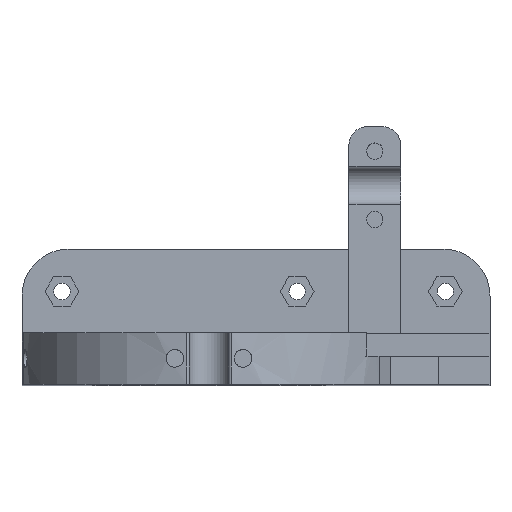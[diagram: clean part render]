
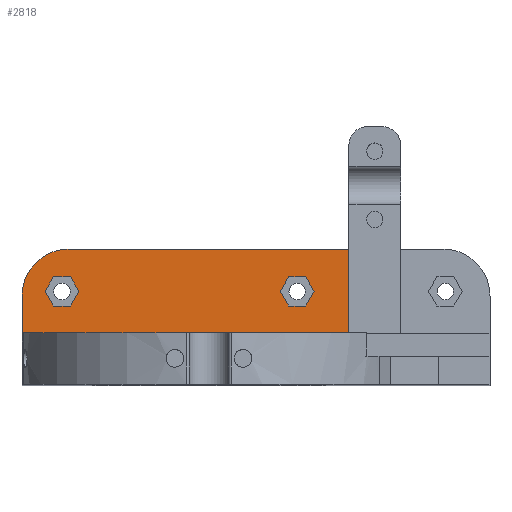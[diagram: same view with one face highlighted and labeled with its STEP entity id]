
A CAD part, top view. The second image highlights one B-rep face of the part: STEP entity #2818.
In plain terms, the highlighted planar face has unit normal (0, 0, 1).
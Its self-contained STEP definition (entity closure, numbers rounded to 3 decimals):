
#69=PLANE('',#3036);
#165=FACE_BOUND('',#459,.T.);
#166=FACE_BOUND('',#460,.T.);
#267=FACE_OUTER_BOUND('',#458,.T.);
#458=EDGE_LOOP('',(#2366,#2367,#2368,#2369,#2370,#2371,#2372,#2373,#2374));
#459=EDGE_LOOP('',(#2375,#2376,#2377,#2378,#2379,#2380));
#460=EDGE_LOOP('',(#2381,#2382,#2383,#2384,#2385,#2386));
#567=LINE('',#4022,#873);
#587=LINE('',#4070,#893);
#641=LINE('',#4257,#947);
#756=LINE('',#4561,#1062);
#759=LINE('',#4566,#1065);
#760=LINE('',#4568,#1066);
#761=LINE('',#4570,#1067);
#762=LINE('',#4572,#1068);
#763=LINE('',#4575,#1069);
#764=LINE('',#4577,#1070);
#765=LINE('',#4579,#1071);
#766=LINE('',#4581,#1072);
#767=LINE('',#4583,#1073);
#768=LINE('',#4584,#1074);
#769=LINE('',#4587,#1075);
#770=LINE('',#4589,#1076);
#771=LINE('',#4591,#1077);
#772=LINE('',#4593,#1078);
#773=LINE('',#4595,#1079);
#774=LINE('',#4596,#1080);
#873=VECTOR('',#3165,18.);
#893=VECTOR('',#3193,28.);
#947=VECTOR('',#3299,23.5);
#1062=VECTOR('',#3614,8.);
#1065=VECTOR('',#3619,11.);
#1066=VECTOR('',#3620,18.);
#1067=VECTOR('',#3621,59.5);
#1068=VECTOR('',#3624,11.);
#1069=VECTOR('',#3625,3.6);
#1070=VECTOR('',#3626,3.6);
#1071=VECTOR('',#3627,3.6);
#1072=VECTOR('',#3628,3.6);
#1073=VECTOR('',#3629,3.6);
#1074=VECTOR('',#3630,3.6);
#1075=VECTOR('',#3631,3.6);
#1076=VECTOR('',#3632,3.6);
#1077=VECTOR('',#3633,3.6);
#1078=VECTOR('',#3634,3.6);
#1079=VECTOR('',#3635,3.6);
#1080=VECTOR('',#3636,3.6);
#1231=CIRCLE('',#3037,10.);
#1269=VERTEX_POINT('',#4019);
#1270=VERTEX_POINT('',#4021);
#1293=VERTEX_POINT('',#4067);
#1294=VERTEX_POINT('',#4069);
#1345=VERTEX_POINT('',#4211);
#1367=VERTEX_POINT('',#4255);
#1456=VERTEX_POINT('',#4560);
#1458=VERTEX_POINT('',#4567);
#1459=VERTEX_POINT('',#4569);
#1460=VERTEX_POINT('',#4573);
#1461=VERTEX_POINT('',#4574);
#1462=VERTEX_POINT('',#4576);
#1463=VERTEX_POINT('',#4578);
#1464=VERTEX_POINT('',#4580);
#1465=VERTEX_POINT('',#4582);
#1466=VERTEX_POINT('',#4585);
#1467=VERTEX_POINT('',#4586);
#1468=VERTEX_POINT('',#4588);
#1469=VERTEX_POINT('',#4590);
#1470=VERTEX_POINT('',#4592);
#1471=VERTEX_POINT('',#4594);
#1544=EDGE_CURVE('',#1269,#1270,#567,.T.);
#1568=EDGE_CURVE('',#1293,#1294,#587,.T.);
#1646=EDGE_CURVE('',#1345,#1367,#641,.T.);
#1790=EDGE_CURVE('',#1294,#1456,#756,.T.);
#1793=EDGE_CURVE('',#1270,#1367,#759,.T.);
#1794=EDGE_CURVE('',#1458,#1269,#760,.T.);
#1795=EDGE_CURVE('',#1459,#1458,#761,.T.);
#1796=EDGE_CURVE('',#1459,#1456,#1231,.T.);
#1797=EDGE_CURVE('',#1345,#1293,#762,.T.);
#1798=EDGE_CURVE('',#1460,#1461,#763,.T.);
#1799=EDGE_CURVE('',#1461,#1462,#764,.T.);
#1800=EDGE_CURVE('',#1462,#1463,#765,.T.);
#1801=EDGE_CURVE('',#1463,#1464,#766,.T.);
#1802=EDGE_CURVE('',#1464,#1465,#767,.T.);
#1803=EDGE_CURVE('',#1465,#1460,#768,.T.);
#1804=EDGE_CURVE('',#1466,#1467,#769,.T.);
#1805=EDGE_CURVE('',#1467,#1468,#770,.T.);
#1806=EDGE_CURVE('',#1468,#1469,#771,.T.);
#1807=EDGE_CURVE('',#1469,#1470,#772,.T.);
#1808=EDGE_CURVE('',#1470,#1471,#773,.T.);
#1809=EDGE_CURVE('',#1471,#1466,#774,.T.);
#2366=ORIENTED_EDGE('',*,*,#1646,.T.);
#2367=ORIENTED_EDGE('',*,*,#1793,.F.);
#2368=ORIENTED_EDGE('',*,*,#1544,.F.);
#2369=ORIENTED_EDGE('',*,*,#1794,.F.);
#2370=ORIENTED_EDGE('',*,*,#1795,.F.);
#2371=ORIENTED_EDGE('',*,*,#1796,.T.);
#2372=ORIENTED_EDGE('',*,*,#1790,.F.);
#2373=ORIENTED_EDGE('',*,*,#1568,.F.);
#2374=ORIENTED_EDGE('',*,*,#1797,.F.);
#2375=ORIENTED_EDGE('',*,*,#1798,.T.);
#2376=ORIENTED_EDGE('',*,*,#1799,.T.);
#2377=ORIENTED_EDGE('',*,*,#1800,.T.);
#2378=ORIENTED_EDGE('',*,*,#1801,.T.);
#2379=ORIENTED_EDGE('',*,*,#1802,.T.);
#2380=ORIENTED_EDGE('',*,*,#1803,.T.);
#2381=ORIENTED_EDGE('',*,*,#1804,.T.);
#2382=ORIENTED_EDGE('',*,*,#1805,.T.);
#2383=ORIENTED_EDGE('',*,*,#1806,.T.);
#2384=ORIENTED_EDGE('',*,*,#1807,.T.);
#2385=ORIENTED_EDGE('',*,*,#1808,.T.);
#2386=ORIENTED_EDGE('',*,*,#1809,.T.);
#2818=ADVANCED_FACE('',(#267,#165,#166),#69,.T.);
#3036=AXIS2_PLACEMENT_3D('',#4565,#3617,#3618);
#3037=AXIS2_PLACEMENT_3D('',#4571,#3622,#3623);
#3165=DIRECTION('',(-1.,0.,0.));
#3193=DIRECTION('',(-1.,0.,0.));
#3299=DIRECTION('',(1.,0.,0.));
#3614=DIRECTION('',(0.,1.,0.));
#3617=DIRECTION('center_axis',(0.,0.,1.));
#3618=DIRECTION('ref_axis',(1.,0.,0.));
#3619=DIRECTION('',(0.,-1.,0.));
#3620=DIRECTION('',(0.,-1.,0.));
#3621=DIRECTION('',(1.,0.,0.));
#3622=DIRECTION('center_axis',(0.,0.,1.));
#3623=DIRECTION('ref_axis',(-0.707,0.707,0.));
#3624=DIRECTION('',(0.,1.,0.));
#3625=DIRECTION('',(-1.,0.,0.));
#3626=DIRECTION('',(-0.5,0.866,0.));
#3627=DIRECTION('',(0.5,0.866,0.));
#3628=DIRECTION('',(1.,0.,0.));
#3629=DIRECTION('',(0.5,-0.866,0.));
#3630=DIRECTION('',(-0.5,-0.866,0.));
#3631=DIRECTION('',(-1.,0.,0.));
#3632=DIRECTION('',(-0.5,0.866,0.));
#3633=DIRECTION('',(0.5,0.866,0.));
#3634=DIRECTION('',(1.,0.,0.));
#3635=DIRECTION('',(0.5,-0.866,0.));
#3636=DIRECTION('',(-0.5,-0.866,0.));
#4019=CARTESIAN_POINT('',(19.75,14.5,10.));
#4021=CARTESIAN_POINT('',(1.75,14.5,10.));
#4022=CARTESIAN_POINT('',(24.875,14.5,10.));
#4067=CARTESIAN_POINT('',(-21.75,14.5,10.));
#4069=CARTESIAN_POINT('',(-49.75,14.5,10.));
#4070=CARTESIAN_POINT('',(24.875,14.5,10.));
#4211=CARTESIAN_POINT('',(-21.75,3.5,10.));
#4255=CARTESIAN_POINT('',(1.75,3.5,10.));
#4257=CARTESIAN_POINT('',(24.875,3.5,10.));
#4560=CARTESIAN_POINT('',(-49.75,22.5,10.));
#4561=CARTESIAN_POINT('',(-49.75,32.5,10.));
#4565=CARTESIAN_POINT('Origin',(0.,0.,10.));
#4566=CARTESIAN_POINT('',(1.75,1.75,10.));
#4567=CARTESIAN_POINT('',(19.75,32.5,10.));
#4568=CARTESIAN_POINT('',(19.75,16.25,10.));
#4569=CARTESIAN_POINT('',(-39.75,32.5,10.));
#4570=CARTESIAN_POINT('',(49.75,32.5,10.));
#4571=CARTESIAN_POINT('Origin',(-39.75,22.5,10.));
#4572=CARTESIAN_POINT('',(-21.75,1.75,10.));
#4573=CARTESIAN_POINT('',(-39.45,20.383,10.));
#4574=CARTESIAN_POINT('',(-43.05,20.383,10.));
#4575=CARTESIAN_POINT('',(-21.525,20.383,10.));
#4576=CARTESIAN_POINT('',(-44.85,23.5,10.));
#4577=CARTESIAN_POINT('',(-34.156,4.977,10.));
#4578=CARTESIAN_POINT('',(-43.05,26.618,10.));
#4579=CARTESIAN_POINT('',(-43.432,25.957,10.));
#4580=CARTESIAN_POINT('',(-39.45,26.618,10.));
#4581=CARTESIAN_POINT('',(-19.725,26.618,10.));
#4582=CARTESIAN_POINT('',(-37.65,23.5,10.));
#4583=CARTESIAN_POINT('',(-27.856,6.536,10.));
#4584=CARTESIAN_POINT('',(-38.932,21.28,10.));
#4585=CARTESIAN_POINT('',(10.55,20.383,10.));
#4586=CARTESIAN_POINT('',(6.95,20.383,10.));
#4587=CARTESIAN_POINT('',(3.475,20.383,10.));
#4588=CARTESIAN_POINT('',(5.15,23.5,10.));
#4589=CARTESIAN_POINT('',(9.594,15.803,10.));
#4590=CARTESIAN_POINT('',(6.95,26.618,10.));
#4591=CARTESIAN_POINT('',(0.318,15.131,10.));
#4592=CARTESIAN_POINT('',(10.55,26.618,10.));
#4593=CARTESIAN_POINT('',(5.275,26.618,10.));
#4594=CARTESIAN_POINT('',(12.35,23.5,10.));
#4595=CARTESIAN_POINT('',(15.894,17.361,10.));
#4596=CARTESIAN_POINT('',(4.818,10.455,10.));
